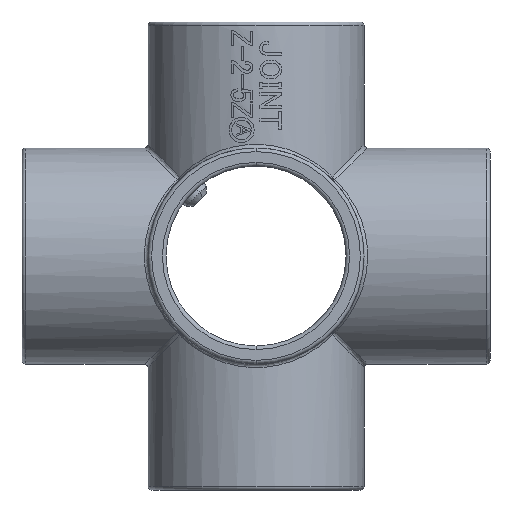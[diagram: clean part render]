
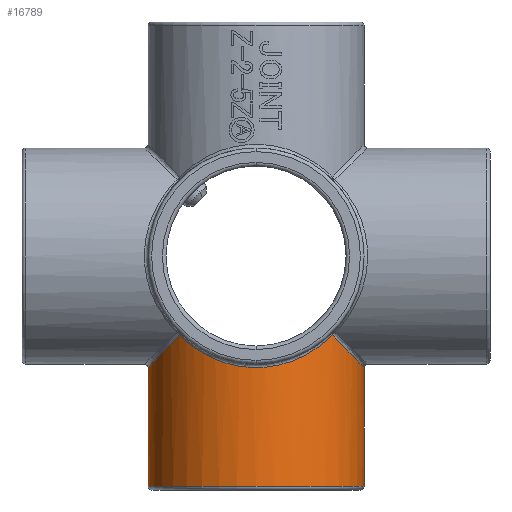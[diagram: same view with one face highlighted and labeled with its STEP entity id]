
A CAD part, front view. The second image highlights one B-rep face of the part: STEP entity #16789.
In plain terms, the highlighted cylindrical face has radius 30 mm (diameter 60 mm), a partial arc.
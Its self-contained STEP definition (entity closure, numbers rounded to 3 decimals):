
#514 = ORIENTED_EDGE ( 'NONE', *, *, #9294, .T. ) ;
#753 = CARTESIAN_POINT ( 'NONE',  ( -8.787, -33.64, -34.761 ) ) ;
#1282 = ORIENTED_EDGE ( 'NONE', *, *, #18240, .T. ) ;
#1348 = ORIENTED_EDGE ( 'NONE', *, *, #6041, .T. ) ;
#1368 = VERTEX_POINT ( 'NONE', #4776 ) ;
#2221 = CARTESIAN_POINT ( 'NONE',  ( 30., -8.063, -31. ) ) ;
#2342 = CARTESIAN_POINT ( 'NONE',  ( -30., 0., -31. ) ) ;
#2821 = CYLINDRICAL_SURFACE ( 'NONE', #19404, 30. ) ;
#3163 =( BOUNDED_CURVE ( )  B_SPLINE_CURVE ( 3, ( #14090, #17187, #753, #11190 ),
 .UNSPECIFIED., .F., .F. ) 
 B_SPLINE_CURVE_WITH_KNOTS ( ( 4, 4 ),
 ( 5.498, 7.069 ),
 .UNSPECIFIED. ) 
 CURVE ( )  GEOMETRIC_REPRESENTATION_ITEM ( )  RATIONAL_B_SPLINE_CURVE ( ( 1., 0.805, 0.805, 1. ) ) 
 REPRESENTATION_ITEM ( '' )  );
#3765 = VECTOR ( 'NONE', #18888, 1000. ) ;
#3913 = CARTESIAN_POINT ( 'NONE',  ( -30., 0., -64. ) ) ;
#3918 = VERTEX_POINT ( 'NONE', #9265 ) ;
#4148 = EDGE_CURVE ( 'NONE', #8257, #18325, #8266, .T. ) ;
#4476 = CARTESIAN_POINT ( 'NONE',  ( -21.213, -21.213, -21.92 ) ) ;
#4776 = CARTESIAN_POINT ( 'NONE',  ( 30., 0., -64. ) ) ;
#5089 = CARTESIAN_POINT ( 'NONE',  ( 0., 0., -64. ) ) ;
#5244 = CARTESIAN_POINT ( 'NONE',  ( 26.914, -15.512, -27.812 ) ) ;
#6041 = EDGE_CURVE ( 'NONE', #18325, #1368, #12018, .T. ) ;
#6623 = DIRECTION ( 'NONE',  ( 1., 0., 0. ) ) ;
#6658 = CARTESIAN_POINT ( 'NONE',  ( -21.213, -21.213, -21.92 ) ) ;
#6781 = CARTESIAN_POINT ( 'NONE',  ( 30., 0., -31. ) ) ;
#7297 = FACE_OUTER_BOUND ( 'NONE', #17774, .T. ) ;
#7329 = EDGE_CURVE ( 'NONE', #11325, #1368, #18082, .T. ) ;
#7995 = ORIENTED_EDGE ( 'NONE', *, *, #4148, .T. ) ;
#8201 = EDGE_CURVE ( 'NONE', #11246, #8257, #9740, .T. ) ;
#8257 = VERTEX_POINT ( 'NONE', #2342 ) ;
#8266 = LINE ( 'NONE', #15878, #3765 ) ;
#8679 = ORIENTED_EDGE ( 'NONE', *, *, #8201, .T. ) ;
#8699 = CARTESIAN_POINT ( 'NONE',  ( 0., 0., 65. ) ) ;
#9265 = CARTESIAN_POINT ( 'NONE',  ( 21.213, -21.213, -21.92 ) ) ;
#9294 = EDGE_CURVE ( 'NONE', #3918, #11246, #3163, .T. ) ;
#9693 = CARTESIAN_POINT ( 'NONE',  ( -30., 0., -31. ) ) ;
#9740 =( BOUNDED_CURVE ( )  B_SPLINE_CURVE ( 3, ( #4476, #16510, #18669, #9693 ),
 .UNSPECIFIED., .F., .T. ) 
 B_SPLINE_CURVE_WITH_KNOTS ( ( 4, 4 ),
 ( 5.498, 6.283 ),
 .UNSPECIFIED. ) 
 CURVE ( )  GEOMETRIC_REPRESENTATION_ITEM ( )  RATIONAL_B_SPLINE_CURVE ( ( 1., 0.949, 0.949, 1. ) ) 
 REPRESENTATION_ITEM ( '' )  );
#10108 = VECTOR ( 'NONE', #13990, 1000. ) ;
#10128 = DIRECTION ( 'NONE',  ( 0., 0., -1. ) ) ;
#10680 = AXIS2_PLACEMENT_3D ( 'NONE', #5089, #15611, #6623 ) ;
#11190 = CARTESIAN_POINT ( 'NONE',  ( -21.213, -21.213, -21.92 ) ) ;
#11246 = VERTEX_POINT ( 'NONE', #6658 ) ;
#11325 = VERTEX_POINT ( 'NONE', #6781 ) ;
#12018 = CIRCLE ( 'NONE', #10680, 30. ) ;
#12504 = CARTESIAN_POINT ( 'NONE',  ( 30., 0., 65. ) ) ;
#13362 = ORIENTED_EDGE ( 'NONE', *, *, #7329, .F. ) ;
#13990 = DIRECTION ( 'NONE',  ( 0., 0., -1. ) ) ;
#14090 = CARTESIAN_POINT ( 'NONE',  ( 21.213, -21.213, -21.92 ) ) ;
#15145 =( BOUNDED_CURVE ( )  B_SPLINE_CURVE ( 3, ( #18165, #2221, #5244, #15764 ),
 .UNSPECIFIED., .F., .F. ) 
 B_SPLINE_CURVE_WITH_KNOTS ( ( 4, 4 ),
 ( 3.142, 3.927 ),
 .UNSPECIFIED. ) 
 CURVE ( )  GEOMETRIC_REPRESENTATION_ITEM ( )  RATIONAL_B_SPLINE_CURVE ( ( 1., 0.949, 0.949, 1. ) ) 
 REPRESENTATION_ITEM ( '' )  );
#15611 = DIRECTION ( 'NONE',  ( 0., 0., 1. ) ) ;
#15764 = CARTESIAN_POINT ( 'NONE',  ( 21.213, -21.213, -21.92 ) ) ;
#15878 = CARTESIAN_POINT ( 'NONE',  ( -30., 0., 65. ) ) ;
#16169 = DIRECTION ( 'NONE',  ( -1., 0., 0. ) ) ;
#16510 = CARTESIAN_POINT ( 'NONE',  ( -26.914, -15.512, -27.812 ) ) ;
#16789 = ADVANCED_FACE ( 'NONE', ( #7297 ), #2821, .T. ) ;
#17187 = CARTESIAN_POINT ( 'NONE',  ( 8.787, -33.64, -34.761 ) ) ;
#17774 = EDGE_LOOP ( 'NONE', ( #13362, #1282, #514, #8679, #7995, #1348 ) ) ;
#18082 = LINE ( 'NONE', #12504, #10108 ) ;
#18165 = CARTESIAN_POINT ( 'NONE',  ( 30., 0., -31. ) ) ;
#18240 = EDGE_CURVE ( 'NONE', #11325, #3918, #15145, .T. ) ;
#18325 = VERTEX_POINT ( 'NONE', #3913 ) ;
#18669 = CARTESIAN_POINT ( 'NONE',  ( -30., -8.063, -31. ) ) ;
#18888 = DIRECTION ( 'NONE',  ( 0., 0., -1. ) ) ;
#19404 = AXIS2_PLACEMENT_3D ( 'NONE', #8699, #10128, #16169 ) ;
